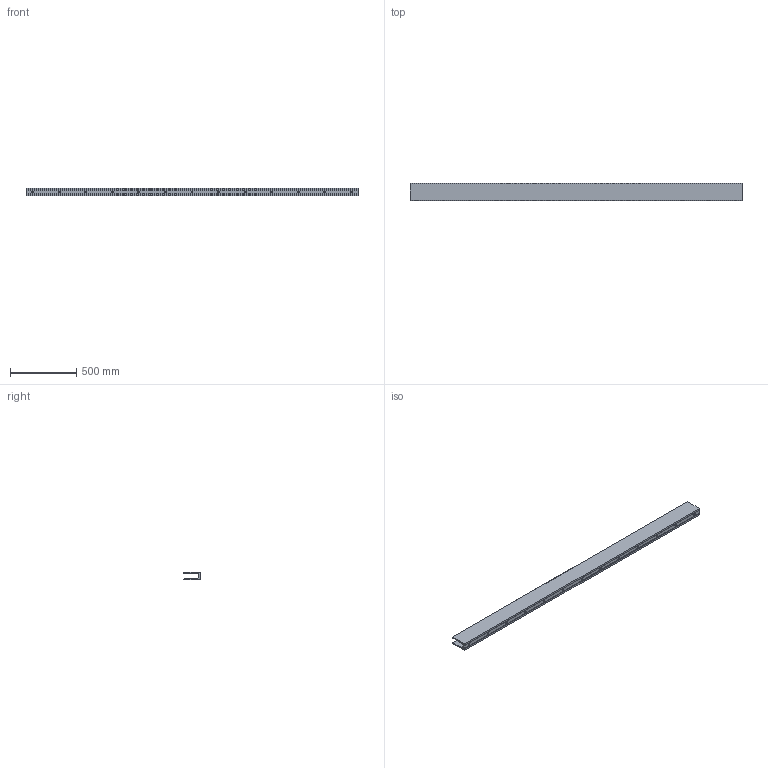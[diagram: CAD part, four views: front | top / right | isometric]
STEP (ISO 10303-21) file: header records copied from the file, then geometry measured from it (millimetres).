
FILE_DESCRIPTION (( 'STEP AP214' ), '1' );
FILE_NAME ('AL_0008-2500-S-E.STEP', '2022-04-04T09:28:41', ( '' ), ( '' ), 'SwSTEP 2.0', 'SolidWorks 2019', '' );
FILE_SCHEMA (( 'AUTOMOTIVE_DESIGN' ));
Length unit declared in the file: millimetre
Products named in the file (1): AL_0008-2500-S-E
Bounding box: 2500 x 128 x 59.95 mm (x, y, z)
Volume: 7977523.8 mm3; surface area: 1530007.3 mm2
Topology: 1 solids, 1 shells, 104 faces, 254 edges, 152 vertices
Faces by surface type: cylinder 60, cone 26, plane 18
Entity records: 3102 total; most frequent: CARTESIAN_POINT 589, DIRECTION 532, ORIENTED_EDGE 508, EDGE_CURVE 254, AXIS2_PLACEMENT_3D 199, VERTEX_POINT 152, LINE 134, VECTOR 134
